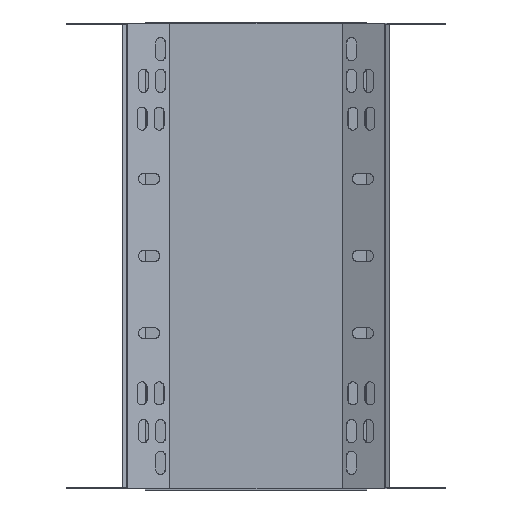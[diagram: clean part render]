
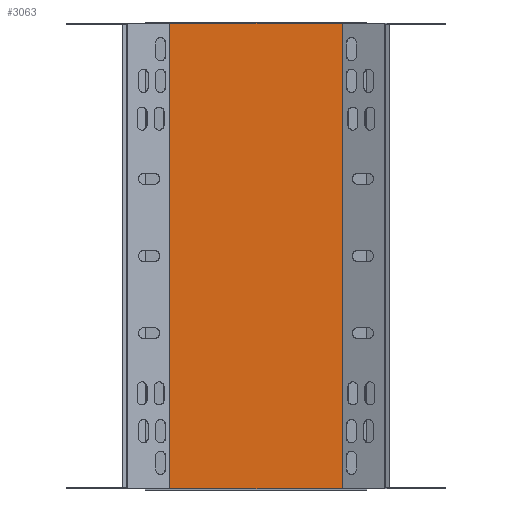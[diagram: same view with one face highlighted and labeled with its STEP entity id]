
A CAD part, front view. The second image highlights one B-rep face of the part: STEP entity #3063.
In plain terms, the highlighted planar face has unit normal (0, -1, 0).
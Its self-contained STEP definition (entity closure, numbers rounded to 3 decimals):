
#17 = VERTEX_POINT ( 'NONE', #8294 ) ;
#354 = LINE ( 'NONE', #8853, #7778 ) ;
#412 = ORIENTED_EDGE ( 'NONE', *, *, #6824, .T. ) ;
#420 = LINE ( 'NONE', #7195, #5926 ) ;
#582 = LINE ( 'NONE', #1898, #8011 ) ;
#922 = VERTEX_POINT ( 'NONE', #5569 ) ;
#970 = AXIS2_PLACEMENT_3D ( 'NONE', #2628, #8386, #4073 ) ;
#1511 = ORIENTED_EDGE ( 'NONE', *, *, #4618, .F. ) ;
#1673 = DIRECTION ( 'NONE',  ( 0., 0., 1. ) ) ;
#1898 = CARTESIAN_POINT ( 'NONE',  ( 56.881, -81., 150.8 ) ) ;
#1994 = EDGE_LOOP ( 'NONE', ( #1511, #3890, #7897, #412 ) ) ;
#2628 = CARTESIAN_POINT ( 'NONE',  ( -55.75, -81., -149. ) ) ;
#2654 = FACE_OUTER_BOUND ( 'NONE', #1994, .T. ) ;
#2907 = DIRECTION ( 'NONE',  ( 0., 0., 1. ) ) ;
#3063 = ADVANCED_FACE ( 'NONE', ( #2654 ), #5477, .T. ) ;
#3693 = DIRECTION ( 'NONE',  ( 1., 0., 0. ) ) ;
#3890 = ORIENTED_EDGE ( 'NONE', *, *, #4690, .T. ) ;
#4065 = DIRECTION ( 'NONE',  ( -1., 0., 0. ) ) ;
#4073 = DIRECTION ( 'NONE',  ( -1., 0., 0. ) ) ;
#4193 = VERTEX_POINT ( 'NONE', #6175 ) ;
#4421 = CARTESIAN_POINT ( 'NONE',  ( -56.881, -81., -150.8 ) ) ;
#4618 = EDGE_CURVE ( 'NONE', #4193, #922, #420, .T. ) ;
#4690 = EDGE_CURVE ( 'NONE', #4193, #17, #7619, .T. ) ;
#5251 = VECTOR ( 'NONE', #3693, 1000. ) ;
#5477 = PLANE ( 'NONE',  #970 ) ;
#5569 = CARTESIAN_POINT ( 'NONE',  ( -55.75, -81., 150.8 ) ) ;
#5926 = VECTOR ( 'NONE', #2907, 1000. ) ;
#6175 = CARTESIAN_POINT ( 'NONE',  ( -55.75, -81., -150.8 ) ) ;
#6824 = EDGE_CURVE ( 'NONE', #6847, #922, #582, .T. ) ;
#6847 = VERTEX_POINT ( 'NONE', #8408 ) ;
#7195 = CARTESIAN_POINT ( 'NONE',  ( -55.75, -81., -149. ) ) ;
#7619 = LINE ( 'NONE', #4421, #5251 ) ;
#7778 = VECTOR ( 'NONE', #1673, 1000. ) ;
#7897 = ORIENTED_EDGE ( 'NONE', *, *, #9249, .T. ) ;
#8011 = VECTOR ( 'NONE', #4065, 1000. ) ;
#8294 = CARTESIAN_POINT ( 'NONE',  ( 55.75, -81., -150.8 ) ) ;
#8386 = DIRECTION ( 'NONE',  ( 0., -1., 0. ) ) ;
#8408 = CARTESIAN_POINT ( 'NONE',  ( 55.75, -81., 150.8 ) ) ;
#8853 = CARTESIAN_POINT ( 'NONE',  ( 55.75, -81., -149. ) ) ;
#9249 = EDGE_CURVE ( 'NONE', #17, #6847, #354, .T. ) ;
